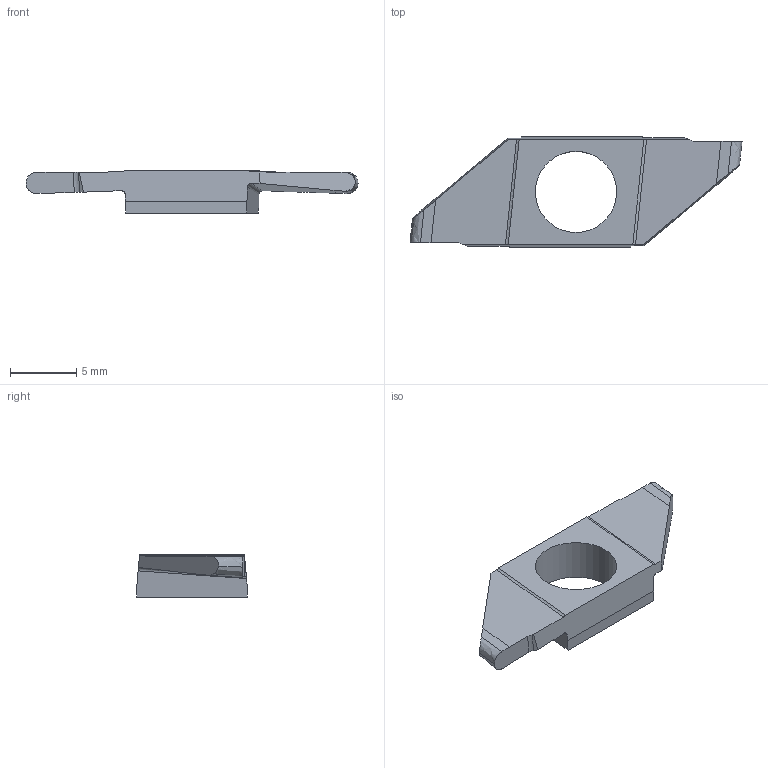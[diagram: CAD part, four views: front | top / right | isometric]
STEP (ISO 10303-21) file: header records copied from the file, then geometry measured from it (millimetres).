
FILE_DESCRIPTION(/* description */ (''),/* implementation_level */ '2;1');
FILE_NAME(/* name */ '1529491151271.stp',/* time_stamp */ '2018-06-20T12:39:14+02:00',/* author */ (''),/* organization */ ('SMS'),/* preprocessor_version */ 'ST-DEVELOPER v15',/* originating_system */ 'SIEMENS PLM Software NX 8.5',/* authorisation */ '');
FILE_SCHEMA (('AUTOMOTIVE_DESIGN { 1 0 10303 214 3 1 1 1 }'));
Length unit declared in the file: millimetre
Products named in the file (1): 201722366mod000_00
Bounding box: 25 x 8.3 x 3.18 mm (x, y, z)
Volume: 245.7 mm3; surface area: 447.6 mm2
Topology: 1 solids, 1 shells, 33 faces, 96 edges, 65 vertices
Faces by surface type: plane 22, extrusion 8, cylinder 3
Full cylindrical faces by diameter (mm): 6.105 x1
Entity records: 1657 total; most frequent: CARTESIAN_POINT 749, ORIENTED_EDGE 188, DIRECTION 154, EDGE_CURVE 94, VECTOR 76, LINE 68, VERTEX_POINT 64, AXIS2_PLACEMENT_3D 39
